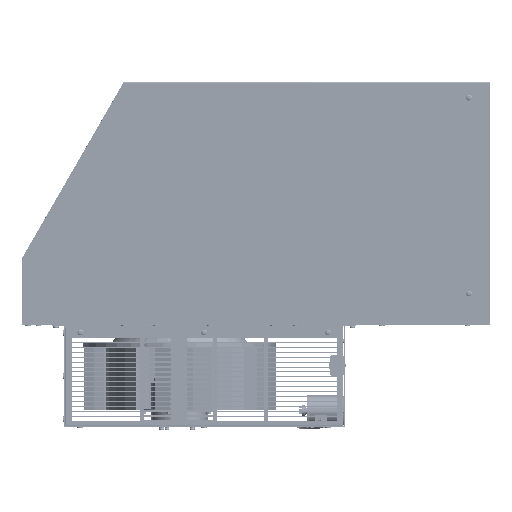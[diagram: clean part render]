
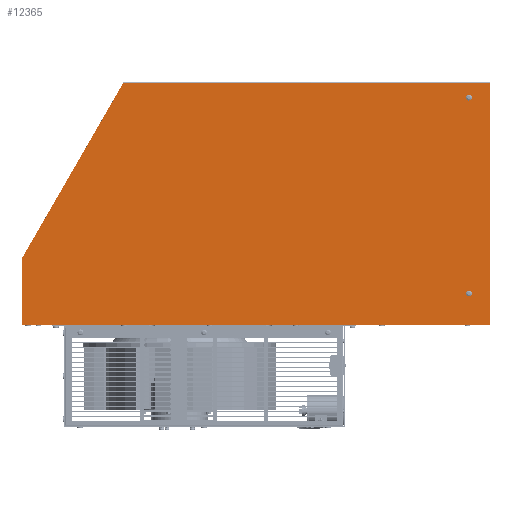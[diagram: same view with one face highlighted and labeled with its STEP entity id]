
A CAD part, left-side view. The second image highlights one B-rep face of the part: STEP entity #12365.
In plain terms, the highlighted planar face has unit normal (-1, 0, 0).
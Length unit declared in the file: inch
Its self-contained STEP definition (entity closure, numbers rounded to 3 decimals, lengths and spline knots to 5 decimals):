
#1125 = ORIENTED_EDGE ( 'NONE', *, *, #148827, .T. ) ;
#3076 = CARTESIAN_POINT ( 'NONE',  ( 0., 30., -11.2808 ) ) ;
#4041 = EDGE_CURVE ( 'NONE', #158582, #121364, #41720, .T. ) ;
#5764 = LINE ( 'NONE', #158697, #50843 ) ;
#12365 = ADVANCED_FACE ( 'NONE', ( #131572, #120092, #22710 ), #106222, .T. ) ;
#14699 = ORIENTED_EDGE ( 'NONE', *, *, #77582, .F. ) ;
#15579 = VERTEX_POINT ( 'NONE', #155295 ) ;
#15662 = CARTESIAN_POINT ( 'NONE',  ( 0., 29.96, -15.59102 ) ) ;
#20450 = AXIS2_PLACEMENT_3D ( 'NONE', #65851, #30627, #140273 ) ;
#20736 = VECTOR ( 'NONE', #91622, 39.37008 ) ;
#20999 = VERTEX_POINT ( 'NONE', #118232 ) ;
#22710 = FACE_OUTER_BOUND ( 'NONE', #116652, .T. ) ;
#23126 = ORIENTED_EDGE ( 'NONE', *, *, #46730, .F. ) ;
#24082 = DIRECTION ( 'NONE',  ( 0., 0., 1. ) ) ;
#27249 = CARTESIAN_POINT ( 'NONE',  ( 0., 0.603, -15.59102 ) ) ;
#28921 = AXIS2_PLACEMENT_3D ( 'NONE', #67093, #144731, #70287 ) ;
#29820 = VERTEX_POINT ( 'NONE', #159969 ) ;
#30489 = ORIENTED_EDGE ( 'NONE', *, *, #37244, .T. ) ;
#30627 = DIRECTION ( 'NONE',  ( 1., 0., 0. ) ) ;
#31192 = LINE ( 'NONE', #81115, #75278 ) ;
#33391 = DIRECTION ( 'NONE',  ( 0., 0., 1. ) ) ;
#33920 = EDGE_CURVE ( 'NONE', #15579, #157557, #144089, .T. ) ;
#34188 = DIRECTION ( 'NONE',  ( 0., 0., 1. ) ) ;
#36587 = EDGE_CURVE ( 'NONE', #125131, #66428, #31192, .T. ) ;
#37244 = EDGE_CURVE ( 'NONE', #92268, #97908, #70103, .T. ) ;
#37277 = CARTESIAN_POINT ( 'NONE',  ( 0., 23.50724, -0.04 ) ) ;
#39797 = VECTOR ( 'NONE', #67993, 39.37008 ) ;
#41720 = LINE ( 'NONE', #103879, #20736 ) ;
#45660 = DIRECTION ( 'NONE',  ( 1., 0., 0. ) ) ;
#45717 = CARTESIAN_POINT ( 'NONE',  ( 0., 0., -15.59102 ) ) ;
#46183 = CARTESIAN_POINT ( 'NONE',  ( 0., 29.96, -15.55102 ) ) ;
#46483 = EDGE_CURVE ( 'NONE', #91038, #29820, #107884, .T. ) ;
#46730 = EDGE_CURVE ( 'NONE', #128133, #66428, #90628, .T. ) ;
#48717 = VECTOR ( 'NONE', #115147, 39.37008 ) ;
#50843 = VECTOR ( 'NONE', #58109, 39.37008 ) ;
#51627 = ORIENTED_EDGE ( 'NONE', *, *, #4041, .F. ) ;
#56070 = ORIENTED_EDGE ( 'NONE', *, *, #36587, .T. ) ;
#57110 = CARTESIAN_POINT ( 'NONE',  ( 0., 0., -15.59102 ) ) ;
#58109 = DIRECTION ( 'NONE',  ( 0., 0., 1. ) ) ;
#65851 = CARTESIAN_POINT ( 'NONE',  ( 0., 1.359, -0.98252 ) ) ;
#66428 = VERTEX_POINT ( 'NONE', #37277 ) ;
#67093 = CARTESIAN_POINT ( 'NONE',  ( 0., 1.359, -13.5455 ) ) ;
#67993 = DIRECTION ( 'NONE',  ( 0., -1., 0. ) ) ;
#68659 = CARTESIAN_POINT ( 'NONE',  ( 0., 30., -15.59102 ) ) ;
#69386 = LINE ( 'NONE', #57110, #151605 ) ;
#69897 = VECTOR ( 'NONE', #135790, 39.37008 ) ;
#70103 = CIRCLE ( 'NONE', #20450, 0.1015 ) ;
#70287 = DIRECTION ( 'NONE',  ( 0., 0., 1. ) ) ;
#75278 = VECTOR ( 'NONE', #131800, 39.37008 ) ;
#77582 = EDGE_CURVE ( 'NONE', #29820, #128133, #120275, .T. ) ;
#78347 = VECTOR ( 'NONE', #105998, 39.37008 ) ;
#79155 = CARTESIAN_POINT ( 'NONE',  ( 0., 30., -11.2808 ) ) ;
#81115 = CARTESIAN_POINT ( 'NONE',  ( 0., 0., -0.04 ) ) ;
#81140 = EDGE_CURVE ( 'NONE', #97908, #92268, #145997, .T. ) ;
#81147 = ORIENTED_EDGE ( 'NONE', *, *, #46483, .F. ) ;
#82678 = VECTOR ( 'NONE', #118580, 39.37008 ) ;
#83275 = ORIENTED_EDGE ( 'NONE', *, *, #107894, .T. ) ;
#85727 = AXIS2_PLACEMENT_3D ( 'NONE', #157713, #144629, #33391 ) ;
#90628 = LINE ( 'NONE', #79155, #48717 ) ;
#91038 = VERTEX_POINT ( 'NONE', #15662 ) ;
#91622 = DIRECTION ( 'NONE',  ( 0., 1., 0. ) ) ;
#92268 = VERTEX_POINT ( 'NONE', #137064 ) ;
#92923 = ORIENTED_EDGE ( 'NONE', *, *, #113440, .F. ) ;
#96344 = CARTESIAN_POINT ( 'NONE',  ( 0., 1.359, -13.5455 ) ) ;
#97908 = VERTEX_POINT ( 'NONE', #109994 ) ;
#101204 = EDGE_LOOP ( 'NONE', ( #122903, #30489 ) ) ;
#103879 = CARTESIAN_POINT ( 'NONE',  ( 0., 30., -15.59102 ) ) ;
#105429 = DIRECTION ( 'NONE',  ( 0., 0., -1. ) ) ;
#105998 = DIRECTION ( 'NONE',  ( 0., 0., -1. ) ) ;
#106222 = PLANE ( 'NONE',  #85727 ) ;
#107884 = LINE ( 'NONE', #68659, #82678 ) ;
#107894 = EDGE_CURVE ( 'NONE', #91038, #139189, #5764, .T. ) ;
#109994 = CARTESIAN_POINT ( 'NONE',  ( 0., 1.359, -1.08402 ) ) ;
#112962 = CARTESIAN_POINT ( 'NONE',  ( 0., 0., -0.04 ) ) ;
#113440 = EDGE_CURVE ( 'NONE', #125131, #158582, #69386, .T. ) ;
#114786 = ORIENTED_EDGE ( 'NONE', *, *, #33920, .T. ) ;
#115147 = DIRECTION ( 'NONE',  ( 0., -0.5, 0.866 ) ) ;
#116652 = EDGE_LOOP ( 'NONE', ( #81147, #83275, #1125, #149702, #51627, #92923, #56070, #23126, #14699 ) ) ;
#117099 = LINE ( 'NONE', #130156, #39797 ) ;
#118232 = CARTESIAN_POINT ( 'NONE',  ( 0., 0.603, -15.55102 ) ) ;
#118580 = DIRECTION ( 'NONE',  ( 0., 1., 0. ) ) ;
#119867 = CARTESIAN_POINT ( 'NONE',  ( 0., 0.603, 0. ) ) ;
#120092 = FACE_BOUND ( 'NONE', #101204, .T. ) ;
#120275 = LINE ( 'NONE', #158710, #69897 ) ;
#121364 = VERTEX_POINT ( 'NONE', #27249 ) ;
#122428 = CARTESIAN_POINT ( 'NONE',  ( 0., 1.359, -13.444 ) ) ;
#122903 = ORIENTED_EDGE ( 'NONE', *, *, #81140, .T. ) ;
#123080 = DIRECTION ( 'NONE',  ( 1., 0., 0. ) ) ;
#123222 = AXIS2_PLACEMENT_3D ( 'NONE', #96344, #45660, #34188 ) ;
#125131 = VERTEX_POINT ( 'NONE', #112962 ) ;
#127747 = EDGE_LOOP ( 'NONE', ( #114786, #140170 ) ) ;
#128133 = VERTEX_POINT ( 'NONE', #3076 ) ;
#130156 = CARTESIAN_POINT ( 'NONE',  ( 0., 29.96, -15.55102 ) ) ;
#131572 = FACE_BOUND ( 'NONE', #127747, .T. ) ;
#131800 = DIRECTION ( 'NONE',  ( 0., 1., 0. ) ) ;
#135790 = DIRECTION ( 'NONE',  ( 0., 0., 1. ) ) ;
#136010 = CIRCLE ( 'NONE', #28921, 0.1015 ) ;
#136166 = CARTESIAN_POINT ( 'NONE',  ( 0., 1.359, -0.98252 ) ) ;
#137064 = CARTESIAN_POINT ( 'NONE',  ( 0., 1.359, -0.88102 ) ) ;
#139189 = VERTEX_POINT ( 'NONE', #46183 ) ;
#140170 = ORIENTED_EDGE ( 'NONE', *, *, #156849, .T. ) ;
#140273 = DIRECTION ( 'NONE',  ( 0., 0., 1. ) ) ;
#143529 = EDGE_CURVE ( 'NONE', #20999, #121364, #143575, .T. ) ;
#143575 = LINE ( 'NONE', #119867, #78347 ) ;
#144089 = CIRCLE ( 'NONE', #123222, 0.1015 ) ;
#144629 = DIRECTION ( 'NONE',  ( -1., 0., 0. ) ) ;
#144731 = DIRECTION ( 'NONE',  ( 1., 0., 0. ) ) ;
#145997 = CIRCLE ( 'NONE', #161702, 0.1015 ) ;
#148827 = EDGE_CURVE ( 'NONE', #139189, #20999, #117099, .T. ) ;
#149702 = ORIENTED_EDGE ( 'NONE', *, *, #143529, .T. ) ;
#151605 = VECTOR ( 'NONE', #105429, 39.37008 ) ;
#155295 = CARTESIAN_POINT ( 'NONE',  ( 0., 1.359, -13.647 ) ) ;
#156849 = EDGE_CURVE ( 'NONE', #157557, #15579, #136010, .T. ) ;
#157557 = VERTEX_POINT ( 'NONE', #122428 ) ;
#157713 = CARTESIAN_POINT ( 'NONE',  ( 0., 0., 0. ) ) ;
#158582 = VERTEX_POINT ( 'NONE', #45717 ) ;
#158697 = CARTESIAN_POINT ( 'NONE',  ( 0., 29.96, 0. ) ) ;
#158710 = CARTESIAN_POINT ( 'NONE',  ( 0., 30., -11.2808 ) ) ;
#159969 = CARTESIAN_POINT ( 'NONE',  ( 0., 30., -15.59102 ) ) ;
#161702 = AXIS2_PLACEMENT_3D ( 'NONE', #136166, #123080, #24082 ) ;
